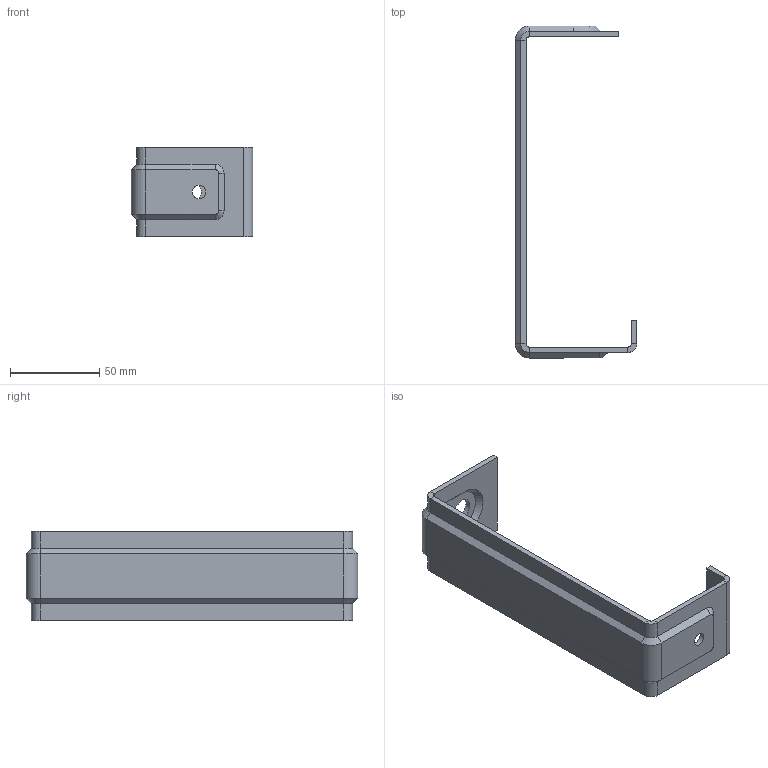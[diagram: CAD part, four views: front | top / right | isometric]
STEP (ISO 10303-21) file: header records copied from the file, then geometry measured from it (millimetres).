
FILE_DESCRIPTION (( 'STEP AP203' ), '1' );
FILE_NAME ('Ñêîáà CS_BBA1005.STEP', '2012-11-19T06:50:28', ( 'Àñååâ' ), ( '' ), 'SwSTEP 2.0', 'SolidWorks 2012', '' );
FILE_SCHEMA (( 'CONFIG_CONTROL_DESIGN' ));
Length unit declared in the file: millimetre
Products named in the file (1): Ñêîáà CS_BBA1005
Bounding box: 68 x 186 x 50 mm (x, y, z)
Volume: 48056.6 mm3; surface area: 34353.2 mm2
Topology: 1 solids, 1 shells, 77 faces, 171 edges, 96 vertices
Faces by surface type: plane 46, cylinder 16, cone 15
Full cylindrical faces by diameter (mm): 7.5 x1, 12.5 x1
Entity records: 2116 total; most frequent: DIRECTION 369, CARTESIAN_POINT 339, ORIENTED_EDGE 334, EDGE_CURVE 167, AXIS2_PLACEMENT_3D 124, LINE 121, VECTOR 121, VERTEX_POINT 94
